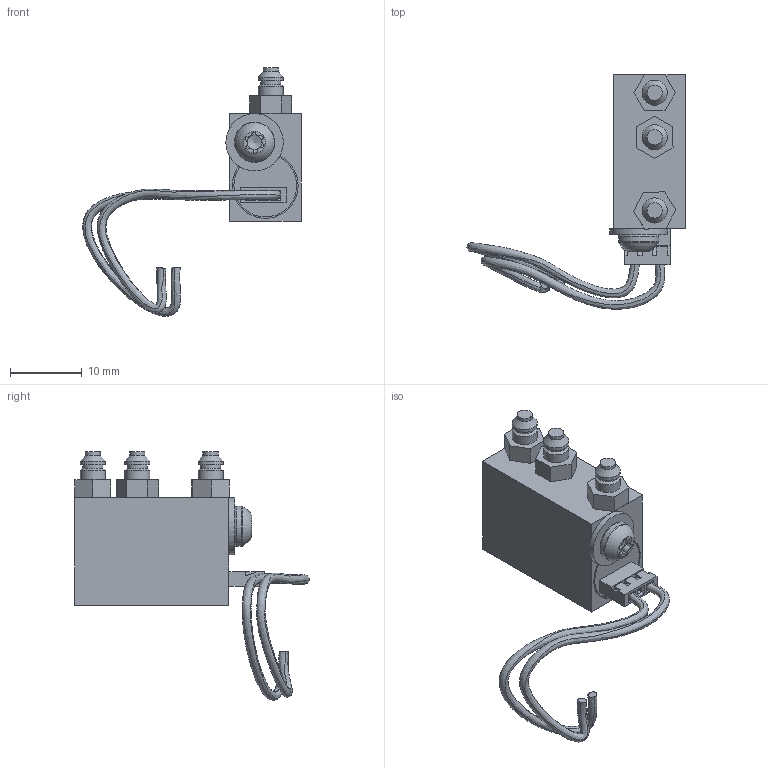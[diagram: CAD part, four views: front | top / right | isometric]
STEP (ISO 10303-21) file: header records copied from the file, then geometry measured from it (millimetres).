
FILE_DESCRIPTION(/* description */ (''),/* implementation_level */ '2;1');
FILE_NAME(/* name */ 'valve chiprop-recenter.stp',/* time_stamp */ '2020-04-19T12:21:06-04:00',/* author */ ('huesof'),/* organization */ (''),/* preprocessor_version */ 'ST-DEVELOPER v18',/* originating_system */ 'Autodesk Inventor 2020',/* authorisation */ '');
FILE_SCHEMA (('AUTOMOTIVE_DESIGN { 1 0 10303 214 3 1 1 }'));
Length unit declared in the file: millimetre
Products named in the file (6): valve chiprop-recenter; valve chiprop; valve chiprop ; 2004200 Rondelle plate - MN INOX 3 x 8 EP 0.8; 2966100 Vis TCB M3 x 5 exalobes acier zingué ; connector
Assembly tree (5 placements, depth 3):
  valve chiprop-recenter
    valve chiprop
      valve chiprop 
      2004200 Rondelle plate - MN INOX 3 x 8 EP 0.8
      2966100 Vis TCB M3 x 5 exalobes acier zingué 
      connector
Bounding box: 30.44 x 32.73 x 34.65 mm (x, y, z)
Volume: 3748.2 mm3; surface area: 2516.8 mm2
Topology: 4 solids, 4 shells, 158 faces, 388 edges, 253 vertices
Faces by surface type: plane 109, cylinder 33, cone 8, bspline 4, torus 3, sphere 1
Full cylindrical faces by diameter (mm): 0.5 x2, 2.123 x3, 2.5 x1, 2.812 x3, 3 x1, 3.2 x1, 3.5 x6, 5.6 x1, 8 x1, 8.757 x1, 9.161 x1
Entity records: 6873 total; most frequent: CARTESIAN_POINT 2757, DIRECTION 839, ORIENTED_EDGE 772, EDGE_CURVE 386, AXIS2_PLACEMENT_3D 292, LINE 255, VECTOR 255, VERTEX_POINT 253
